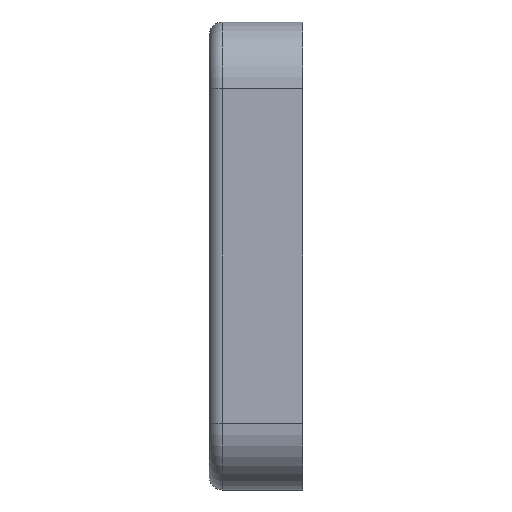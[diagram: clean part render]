
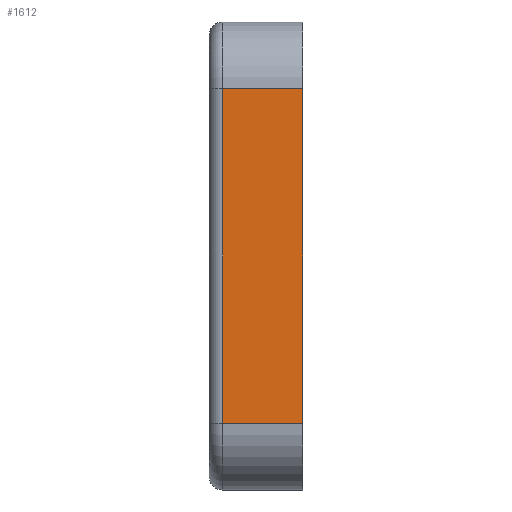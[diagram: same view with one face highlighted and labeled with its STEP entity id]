
A CAD part, left-side view. The second image highlights one B-rep face of the part: STEP entity #1612.
In plain terms, the highlighted planar face has unit normal (-1, 0, 0).
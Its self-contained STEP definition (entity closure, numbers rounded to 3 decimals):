
#83=PLANE('',#1799);
#159=FACE_OUTER_BOUND('',#272,.T.);
#272=EDGE_LOOP('',(#1337,#1338,#1339,#1340));
#336=LINE('',#2499,#462);
#356=LINE('',#2572,#482);
#410=LINE('',#2733,#536);
#411=LINE('',#2735,#537);
#462=VECTOR('',#1988,10.);
#482=VECTOR('',#2076,10.);
#536=VECTOR('',#2226,10.);
#537=VECTOR('',#2229,10.);
#709=VERTEX_POINT('',#2493);
#710=VERTEX_POINT('',#2497);
#728=VERTEX_POINT('',#2569);
#729=VERTEX_POINT('',#2571);
#872=EDGE_CURVE('',#709,#710,#336,.T.);
#908=EDGE_CURVE('',#729,#728,#356,.T.);
#989=EDGE_CURVE('',#729,#709,#410,.T.);
#990=EDGE_CURVE('',#710,#728,#411,.T.);
#1337=ORIENTED_EDGE('',*,*,#872,.F.);
#1338=ORIENTED_EDGE('',*,*,#989,.F.);
#1339=ORIENTED_EDGE('',*,*,#908,.T.);
#1340=ORIENTED_EDGE('',*,*,#990,.F.);
#1612=ADVANCED_FACE('',(#159),#83,.T.);
#1799=AXIS2_PLACEMENT_3D('',#2734,#2227,#2228);
#1988=DIRECTION('',(0.,0.,1.));
#2076=DIRECTION('',(0.,0.,1.));
#2226=DIRECTION('',(0.,1.,0.));
#2227=DIRECTION('center_axis',(-1.,0.,0.));
#2228=DIRECTION('ref_axis',(0.,0.,1.));
#2229=DIRECTION('',(0.,-1.,0.));
#2493=CARTESIAN_POINT('',(0.,1.,-30.));
#2497=CARTESIAN_POINT('',(0.,1.,-5.));
#2499=CARTESIAN_POINT('',(0.,1.,-23.75));
#2569=CARTESIAN_POINT('',(0.,-5.,-5.));
#2571=CARTESIAN_POINT('',(0.,-5.,-30.));
#2572=CARTESIAN_POINT('',(0.,-5.,-23.75));
#2733=CARTESIAN_POINT('',(0.,0.,-30.));
#2734=CARTESIAN_POINT('Origin',(0.,0.,-30.));
#2735=CARTESIAN_POINT('',(0.,0.,-5.));
